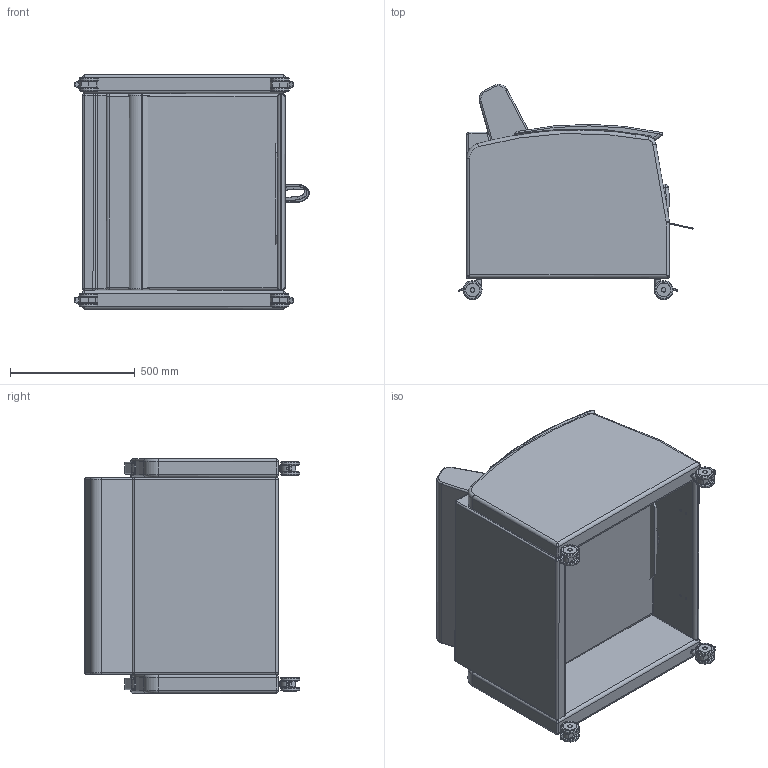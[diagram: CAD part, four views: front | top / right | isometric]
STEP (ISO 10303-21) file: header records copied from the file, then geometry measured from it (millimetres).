
FILE_DESCRIPTION(/* description */ (''),/* implementation_level */ '2;1');
FILE_NAME(/* name */ 'R1800W sitting.stp',/* time_stamp */ '2017-01-25T14:56:56-05:00',/* author */ ('emerkel'),/* organization */ (''),/* preprocessor_version */ 'ST-DEVELOPER v16.5',/* originating_system */ 'Autodesk Inventor 2017',/* authorisation */ '');
FILE_SCHEMA (('AUTOMOTIVE_DESIGN { 1 0 10303 214 3 1 1 }'));
Length unit declared in the file: inch
Products named in the file (15): R1800U-W sitting; R1800 UARM L; R1800 UARM R; USEATX 0800; USEAT 0800; UPOUT 0700; UFBACK 0700; UOBACK 0700; EV7000 MAC BLK; CAST COL 3"LC; CAST COL LOCK; CAST COL 3IN CENTER; CAST COL 3IN WHEEL; CAST COL 3IN INNER WHEEL; CSTR STEM 1.5C
Assembly tree (20 placements, depth 3):
  R1800U-W sitting
    R1800 UARM L
    R1800 UARM R
    USEATX 0800
    USEAT 0800
    UPOUT 0700
    UFBACK 0700
    UOBACK 0700
    EV7000 MAC BLK  x2
    CAST COL 3"LC  x4
      CAST COL 3IN WHEEL
      CAST COL LOCK
      CAST COL 3IN CENTER
      CAST COL 3IN INNER WHEEL
      CSTR STEM 1.5C
Bounding box: 938.06 x 860.61 x 940.42 mm (x, y, z)
Volume: 292209700.1 mm3; surface area: 7949130.7 mm2
Topology: 37 solids, 37 shells, 958 faces, 2080 edges, 1222 vertices
Faces by surface type: cylinder 363, plane 228, torus 215, bspline 92, sphere 48, cone 12
Full cylindrical faces by diameter (mm): 7.938 x11, 8.89 x4, 9.525 x4, 10.998 x4, 17.462 x4, 17.475 x4, 17.526 x8, 20.747 x4, 55.88 x8, 55.956 x8, 75.006 x8
Entity records: 22544 total; most frequent: CARTESIAN_POINT 11787, DIRECTION 2252, ORIENTED_EDGE 2056, EDGE_CURVE 1028, AXIS2_PLACEMENT_3D 947, VERTEX_POINT 619, EDGE_LOOP 547, FACE_OUTER_BOUND 485
